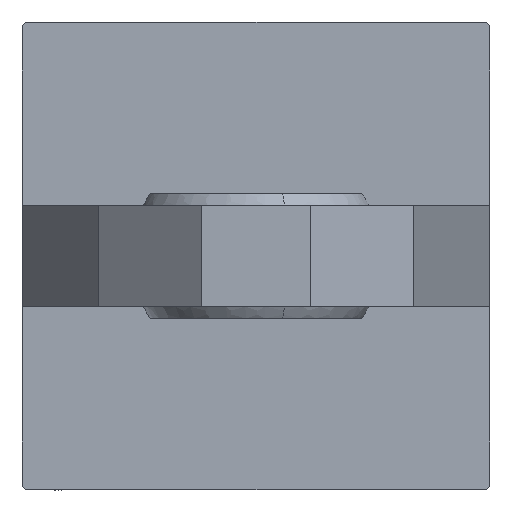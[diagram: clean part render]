
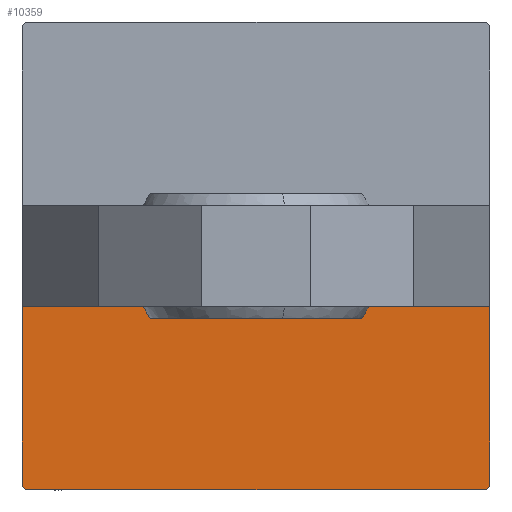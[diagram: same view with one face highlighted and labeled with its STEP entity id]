
A CAD part, left-side view. The second image highlights one B-rep face of the part: STEP entity #10359.
In plain terms, the highlighted planar face has unit normal (-1, 0, 0).
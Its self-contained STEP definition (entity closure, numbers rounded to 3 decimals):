
#827 = VECTOR ( 'NONE', #9111, 1000. ) ;
#1572 = ORIENTED_EDGE ( 'NONE', *, *, #3935, .F. ) ;
#2239 = CARTESIAN_POINT ( 'NONE',  ( 0., -30., 29.5 ) ) ;
#3934 = VECTOR ( 'NONE', #43384, 1000. ) ;
#3935 = EDGE_CURVE ( 'NONE', #48749, #10247, #48282, .T. ) ;
#7704 = LINE ( 'NONE', #27514, #26806 ) ;
#9111 = DIRECTION ( 'NONE',  ( 0., -1., 0. ) ) ;
#10247 = VERTEX_POINT ( 'NONE', #12953 ) ;
#10359 = ADVANCED_FACE ( 'NONE', ( #30729 ), #30484, .T. ) ;
#10499 = ORIENTED_EDGE ( 'NONE', *, *, #11338, .T. ) ;
#10756 = ORIENTED_EDGE ( 'NONE', *, *, #26432, .T. ) ;
#11338 = EDGE_CURVE ( 'NONE', #48749, #49396, #17479, .T. ) ;
#12953 = CARTESIAN_POINT ( 'NONE',  ( 0., -30., -29.5 ) ) ;
#13426 = DIRECTION ( 'NONE',  ( 0., 0., -1. ) ) ;
#16330 = VECTOR ( 'NONE', #24602, 1000. ) ;
#17218 = CARTESIAN_POINT ( 'NONE',  ( 0., -29.75, 29.75 ) ) ;
#17239 = VECTOR ( 'NONE', #21116, 1000. ) ;
#17479 = LINE ( 'NONE', #17218, #16330 ) ;
#17517 = EDGE_CURVE ( 'NONE', #48843, #20063, #36264, .T. ) ;
#19559 = AXIS2_PLACEMENT_3D ( 'NONE', #22599, #29977, #45505 ) ;
#20063 = VERTEX_POINT ( 'NONE', #41806 ) ;
#21116 = DIRECTION ( 'NONE',  ( 0., -0.707, 0.707 ) ) ;
#21901 = EDGE_CURVE ( 'NONE', #48843, #49396, #7704, .T. ) ;
#22599 = CARTESIAN_POINT ( 'NONE',  ( 0., 0., 0. ) ) ;
#24602 = DIRECTION ( 'NONE',  ( 0., 0.707, 0.707 ) ) ;
#24927 = CARTESIAN_POINT ( 'NONE',  ( 0., -29.75, -29.75 ) ) ;
#25115 = LINE ( 'NONE', #43957, #827 ) ;
#25767 = CARTESIAN_POINT ( 'NONE',  ( 0., -29.5, 30. ) ) ;
#26432 = EDGE_CURVE ( 'NONE', #20063, #47157, #25115, .T. ) ;
#26806 = VECTOR ( 'NONE', #34671, 1000. ) ;
#27143 = CARTESIAN_POINT ( 'NONE',  ( 0., -6.5, 30. ) ) ;
#27514 = CARTESIAN_POINT ( 'NONE',  ( 0., 30., 30. ) ) ;
#27564 = VECTOR ( 'NONE', #13426, 1000. ) ;
#29977 = DIRECTION ( 'NONE',  ( -1., 0., 0. ) ) ;
#30361 = EDGE_CURVE ( 'NONE', #47157, #10247, #41227, .T. ) ;
#30484 = PLANE ( 'NONE',  #19559 ) ;
#30729 = FACE_OUTER_BOUND ( 'NONE', #38622, .T. ) ;
#34671 = DIRECTION ( 'NONE',  ( 0., -1., 0. ) ) ;
#34901 = ORIENTED_EDGE ( 'NONE', *, *, #21901, .F. ) ;
#35753 = CARTESIAN_POINT ( 'NONE',  ( 0., -6.5, 30. ) ) ;
#36095 = CARTESIAN_POINT ( 'NONE',  ( 0., -29.5, -30. ) ) ;
#36264 = LINE ( 'NONE', #35753, #3934 ) ;
#38622 = EDGE_LOOP ( 'NONE', ( #34901, #49682, #10756, #44862, #1572, #10499 ) ) ;
#41227 = LINE ( 'NONE', #24927, #17239 ) ;
#41806 = CARTESIAN_POINT ( 'NONE',  ( 0., -6.5, -30. ) ) ;
#43384 = DIRECTION ( 'NONE',  ( 0., 0., -1. ) ) ;
#43957 = CARTESIAN_POINT ( 'NONE',  ( 0., 30., -30. ) ) ;
#44862 = ORIENTED_EDGE ( 'NONE', *, *, #30361, .T. ) ;
#45505 = DIRECTION ( 'NONE',  ( 0., 0., 1. ) ) ;
#47157 = VERTEX_POINT ( 'NONE', #36095 ) ;
#48282 = LINE ( 'NONE', #49042, #27564 ) ;
#48749 = VERTEX_POINT ( 'NONE', #2239 ) ;
#48843 = VERTEX_POINT ( 'NONE', #27143 ) ;
#49042 = CARTESIAN_POINT ( 'NONE',  ( 0., -30., 30. ) ) ;
#49396 = VERTEX_POINT ( 'NONE', #25767 ) ;
#49682 = ORIENTED_EDGE ( 'NONE', *, *, #17517, .T. ) ;
